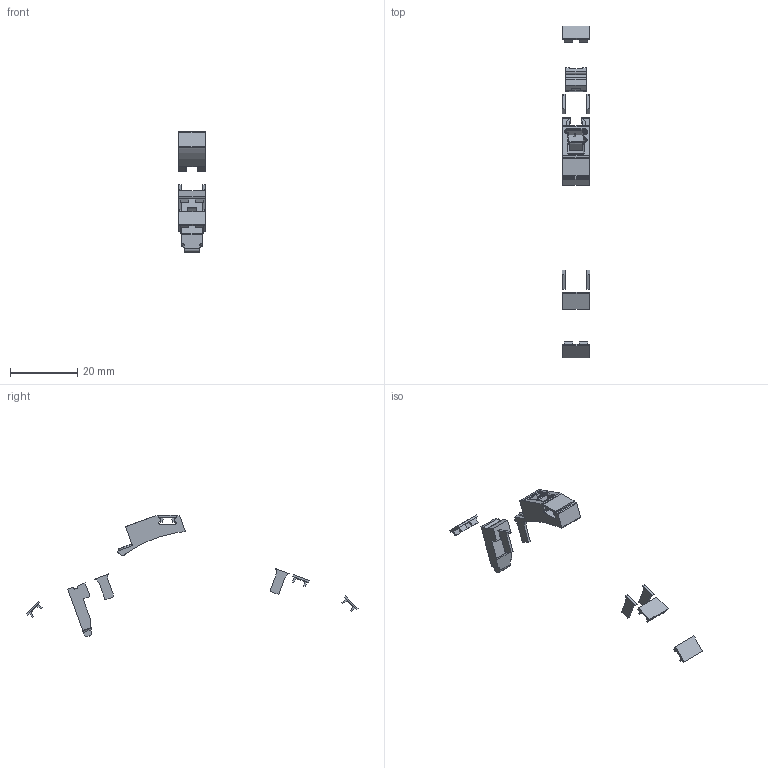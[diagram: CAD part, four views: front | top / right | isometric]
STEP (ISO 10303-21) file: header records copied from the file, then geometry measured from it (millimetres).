
FILE_DESCRIPTION(('CATIA V5 STEP Exchange','CAx-IF Rec.Pracs.--- Model Styling and Organization---1.5--- 2016-08-15','CAx-IF Rec.Pracs.---Supplemental Geometry---1.0---2011-11-01','CAx-IF Rec.Pracs.--- Composite Materials ---1.1---2010-07-15'),'2;1');
FILE_NAME ('1320097-1_1', '2025-09-19T12:27:25+00:00', ('none'), ('Weidmueller'), 'CATIA Version 5-6 Release 2024 SP4', 'CATIA V5 STEP AP214 v3', 'none');
FILE_SCHEMA(('AUTOMOTIVE_DESIGN { 1 0 10303 214 1 1 1 1 }'));
Length unit declared in the file: millimetre
Products named in the file (1): 2792460000
Bounding box: 8.1 x 98.9 x 36.21 mm (x, y, z)
Volume: 1103 mm3; surface area: 1914 mm2
Topology: 10 solids, 10 shells, 391 faces, 1006 edges, 639 vertices
Faces by surface type: plane 222, cylinder 126, torus 21, cone 12, bspline 6, sphere 4
Entity records: 11862 total; most frequent: CARTESIAN_POINT 2783, ORIENTED_EDGE 2000, DIRECTION 1582, EDGE_CURVE 1000, VECTOR 693, LINE 693, VERTEX_POINT 639, AXIS2_PLACEMENT_3D 564
